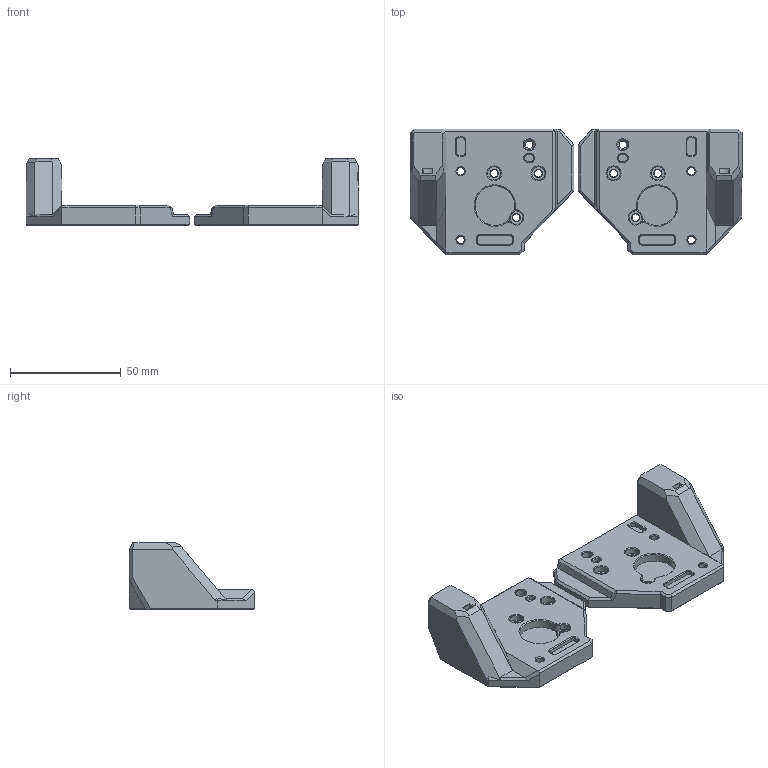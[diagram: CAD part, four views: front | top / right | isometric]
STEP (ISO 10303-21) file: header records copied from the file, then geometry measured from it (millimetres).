
FILE_DESCRIPTION(/* description */ (''),/* implementation_level */ '2;1');
FILE_NAME(/* name */ 'motor_mounts_10mm_330mm.step',/* time_stamp */ '2025-10-11T12:24:03-04:00',/* author */ (''),/* organization */ (''),/* preprocessor_version */ 'ST-DEVELOPER v20.1',/* originating_system */ 'Autodesk Translation Framework v14.17.0.0',/* authorisation */ '');
FILE_SCHEMA (('AUTOMOTIVE_DESIGN { 1 0 10303 214 3 1 1 }'));
Length unit declared in the file: millimetre
Products named in the file (1): motor_mounts_10mm_330
Bounding box: 150.14 x 56.8 x 30.15 mm (x, y, z)
Volume: 74716 mm3; surface area: 24815.6 mm2
Topology: 2 solids, 2 shells, 1094 faces, 2956 edges, 1906 vertices
Faces by surface type: bspline 588, plane 370, cone 74, cylinder 62
Full cylindrical faces by diameter (mm): 3.4 x12, 4.6 x2, 6 x8
Entity records: 39551 total; most frequent: CARTESIAN_POINT 15973, ORIENTED_EDGE 5912, DIRECTION 3006, EDGE_CURVE 2956, VERTEX_POINT 1906, LINE 1560, VECTOR 1560, B_SPLINE_CURVE_WITH_KNOTS 1180
